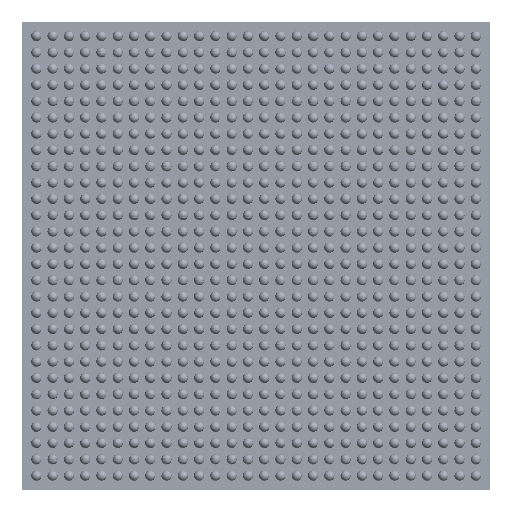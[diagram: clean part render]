
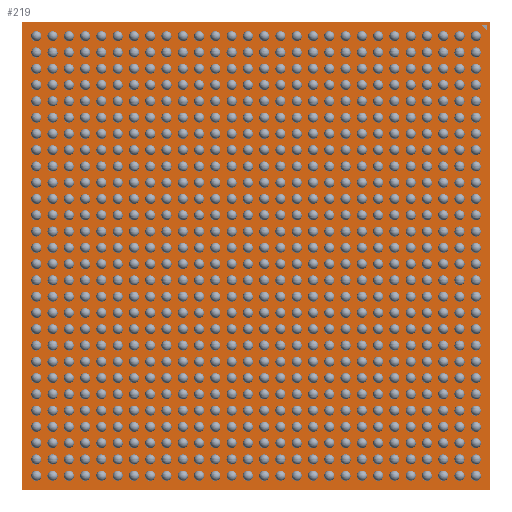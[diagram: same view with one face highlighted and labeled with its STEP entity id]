
A CAD part, front view. The second image highlights one B-rep face of the part: STEP entity #219.
In plain terms, the highlighted planar face has unit normal (0, -1, 0).
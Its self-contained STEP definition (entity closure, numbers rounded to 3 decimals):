
#20=DIRECTION('',(0.707,0.,-0.707));
#21=VECTOR('',#20,0.424);
#22=CARTESIAN_POINT('',(11.06,0.,11.36));
#23=LINE('',#22,#21);
#28=DIRECTION('',(0.,0.,-1.));
#29=VECTOR('',#28,23.);
#30=CARTESIAN_POINT('',(-11.5,0.,11.5));
#31=LINE('',#30,#29);
#42=DIRECTION('',(1.,0.,0.));
#43=VECTOR('',#42,23.);
#44=CARTESIAN_POINT('',(-11.5,0.,-11.5));
#45=LINE('',#44,#43);
#56=DIRECTION('',(0.,0.,1.));
#57=VECTOR('',#56,23.);
#58=CARTESIAN_POINT('',(11.5,0.,-11.5));
#59=LINE('',#58,#57);
#70=DIRECTION('',(-1.,0.,0.));
#71=VECTOR('',#70,23.);
#72=CARTESIAN_POINT('',(11.5,0.,11.5));
#73=LINE('',#72,#71);
#119=DIRECTION('',(1.,0.,0.));
#120=VECTOR('',#119,0.3);
#121=CARTESIAN_POINT('',(11.06,0.,11.36));
#122=LINE('',#121,#120);
#133=DIRECTION('',(0.,0.,-1.));
#134=VECTOR('',#133,0.3);
#135=CARTESIAN_POINT('',(11.36,0.,11.36));
#136=LINE('',#135,#134);
#168=CARTESIAN_POINT('',(-11.5,0.,11.5));
#169=CARTESIAN_POINT('',(-11.5,0.,-11.5));
#170=VERTEX_POINT('',#168);
#171=VERTEX_POINT('',#169);
#172=CARTESIAN_POINT('',(11.5,0.,11.5));
#173=VERTEX_POINT('',#172);
#174=CARTESIAN_POINT('',(11.5,0.,-11.5));
#175=VERTEX_POINT('',#174);
#176=CARTESIAN_POINT('',(11.06,0.,11.36));
#177=CARTESIAN_POINT('',(11.36,0.,11.06));
#178=VERTEX_POINT('',#176);
#179=VERTEX_POINT('',#177);
#180=CARTESIAN_POINT('',(11.36,0.,11.36));
#181=VERTEX_POINT('',#180);
#196=CARTESIAN_POINT('',(0.,0.,0.));
#197=DIRECTION('',(0.,1.,0.));
#198=DIRECTION('',(1.,0.,0.));
#199=AXIS2_PLACEMENT_3D('',#196,#197,#198);
#200=PLANE('',#199);
#202=ORIENTED_EDGE('',*,*,#201,.F.);
#204=ORIENTED_EDGE('',*,*,#203,.F.);
#206=ORIENTED_EDGE('',*,*,#205,.F.);
#208=ORIENTED_EDGE('',*,*,#207,.F.);
#209=EDGE_LOOP('',(#202,#204,#206,#208));
#210=FACE_OUTER_BOUND('',#209,.F.);
#212=ORIENTED_EDGE('',*,*,#211,.T.);
#214=ORIENTED_EDGE('',*,*,#213,.F.);
#216=ORIENTED_EDGE('',*,*,#215,.F.);
#217=EDGE_LOOP('',(#212,#214,#216));
#218=FACE_BOUND('',#217,.F.);
#201=EDGE_CURVE('',#170,#171,#31,.T.);
#203=EDGE_CURVE('',#173,#170,#73,.T.);
#205=EDGE_CURVE('',#175,#173,#59,.T.);
#207=EDGE_CURVE('',#171,#175,#45,.T.);
#211=EDGE_CURVE('',#178,#179,#23,.T.);
#213=EDGE_CURVE('',#181,#179,#136,.T.);
#215=EDGE_CURVE('',#178,#181,#122,.T.);
#219=ADVANCED_FACE('',(#210,#218),#200,.F.);
